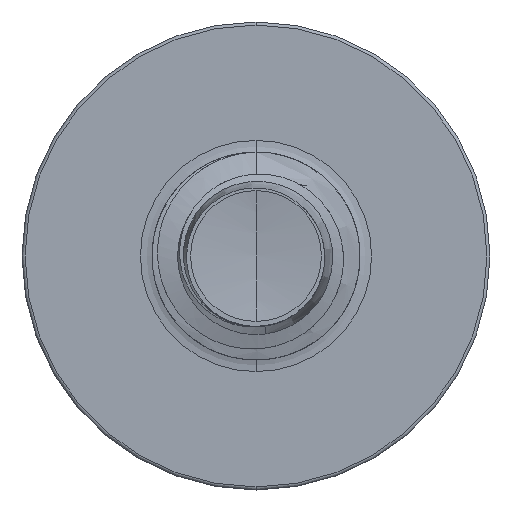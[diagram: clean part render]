
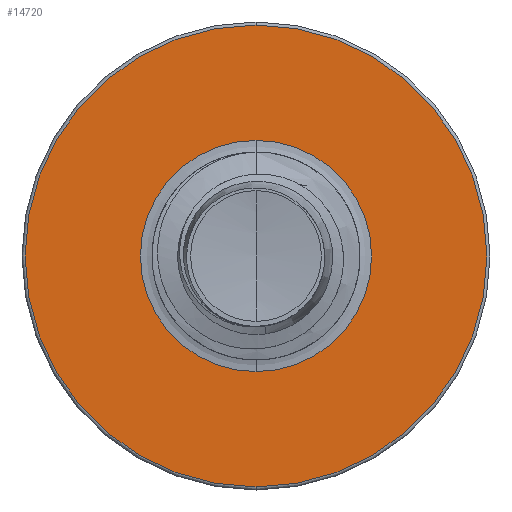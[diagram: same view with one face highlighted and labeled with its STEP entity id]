
A CAD part, front view. The second image highlights one B-rep face of the part: STEP entity #14720.
In plain terms, the highlighted planar face has unit normal (0, -1, 0).
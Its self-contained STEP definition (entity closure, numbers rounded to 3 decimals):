
#2266 = AXIS2_PLACEMENT_3D ( 'NONE', #9721, #20106, #11396 ) ;
#2411 = DIRECTION ( 'NONE',  ( 0., 1., 0. ) ) ;
#2615 = CIRCLE ( 'NONE', #10056, 2.22 ) ;
#2935 = FACE_BOUND ( 'NONE', #18570, .T. ) ;
#4996 = EDGE_CURVE ( 'NONE', #9943, #19368, #13149, .T. ) ;
#5012 = DIRECTION ( 'NONE',  ( 0., 0., 1. ) ) ;
#5399 = DIRECTION ( 'NONE',  ( 0., 1., 0. ) ) ;
#7205 = ORIENTED_EDGE ( 'NONE', *, *, #16203, .F. ) ;
#7479 = FACE_OUTER_BOUND ( 'NONE', #14425, .T. ) ;
#7705 = VERTEX_POINT ( 'NONE', #8362 ) ;
#8362 = CARTESIAN_POINT ( 'NONE',  ( 0., 7.5, 2.22 ) ) ;
#9721 = CARTESIAN_POINT ( 'NONE',  ( 0., 7.5, 0. ) ) ;
#9943 = VERTEX_POINT ( 'NONE', #19955 ) ;
#10056 = AXIS2_PLACEMENT_3D ( 'NONE', #19043, #10173, #20551 ) ;
#10173 = DIRECTION ( 'NONE',  ( 0., 1., 0. ) ) ;
#11396 = DIRECTION ( 'NONE',  ( 0., 0., 1. ) ) ;
#11590 = AXIS2_PLACEMENT_3D ( 'NONE', #20861, #15210, #5012 ) ;
#11731 = CARTESIAN_POINT ( 'NONE',  ( 0., 7.5, -1.112 ) ) ;
#12344 = CIRCLE ( 'NONE', #2266, 2.22 ) ;
#13149 = CIRCLE ( 'NONE', #18414, 1.112 ) ;
#13275 = CARTESIAN_POINT ( 'NONE',  ( 0., 7.5, 0. ) ) ;
#13788 = CARTESIAN_POINT ( 'NONE',  ( 0., 7.5, -2.22 ) ) ;
#14425 = EDGE_LOOP ( 'NONE', ( #16770, #7205 ) ) ;
#14720 = ADVANCED_FACE ( 'NONE', ( #7479, #2935 ), #19318, .F. ) ;
#14768 = DIRECTION ( 'NONE',  ( 0., 0., 1. ) ) ;
#15206 = AXIS2_PLACEMENT_3D ( 'NONE', #13275, #2411, #14768 ) ;
#15210 = DIRECTION ( 'NONE',  ( 0., 1., 0. ) ) ;
#15480 = CARTESIAN_POINT ( 'NONE',  ( 0., 7.5, 0. ) ) ;
#16203 = EDGE_CURVE ( 'NONE', #19954, #7705, #2615, .T. ) ;
#16770 = ORIENTED_EDGE ( 'NONE', *, *, #18842, .F. ) ;
#16850 = DIRECTION ( 'NONE',  ( 0., 0., 1. ) ) ;
#17898 = ORIENTED_EDGE ( 'NONE', *, *, #4996, .T. ) ;
#18414 = AXIS2_PLACEMENT_3D ( 'NONE', #15480, #5399, #16850 ) ;
#18570 = EDGE_LOOP ( 'NONE', ( #17898, #20320 ) ) ;
#18645 = CIRCLE ( 'NONE', #15206, 1.112 ) ;
#18842 = EDGE_CURVE ( 'NONE', #7705, #19954, #12344, .T. ) ;
#19043 = CARTESIAN_POINT ( 'NONE',  ( 0., 7.5, 0. ) ) ;
#19280 = EDGE_CURVE ( 'NONE', #19368, #9943, #18645, .T. ) ;
#19318 = PLANE ( 'NONE',  #11590 ) ;
#19368 = VERTEX_POINT ( 'NONE', #11731 ) ;
#19954 = VERTEX_POINT ( 'NONE', #13788 ) ;
#19955 = CARTESIAN_POINT ( 'NONE',  ( 0., 7.5, 1.112 ) ) ;
#20106 = DIRECTION ( 'NONE',  ( 0., 1., 0. ) ) ;
#20320 = ORIENTED_EDGE ( 'NONE', *, *, #19280, .T. ) ;
#20551 = DIRECTION ( 'NONE',  ( 0., 0., 1. ) ) ;
#20861 = CARTESIAN_POINT ( 'NONE',  ( 0., 7.5, -1.112 ) ) ;
